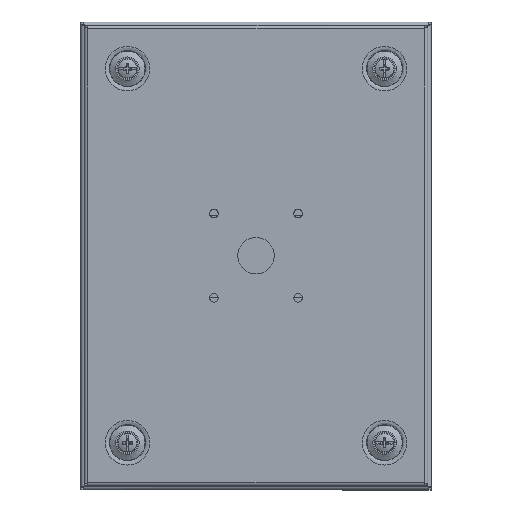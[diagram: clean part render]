
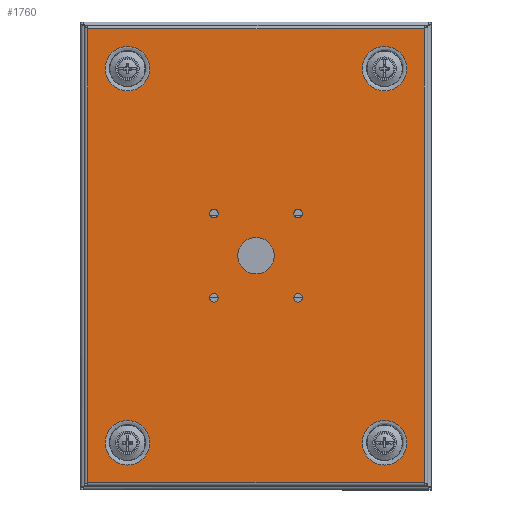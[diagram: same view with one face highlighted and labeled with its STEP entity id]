
A CAD part, top view. The second image highlights one B-rep face of the part: STEP entity #1760.
In plain terms, the highlighted planar face has unit normal (0, 0, 1).
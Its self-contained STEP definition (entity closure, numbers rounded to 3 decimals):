
#264=PLANE('',#5501);
#380=FACE_BOUND('',#2295,.T.);
#381=FACE_BOUND('',#2296,.T.);
#382=FACE_BOUND('',#2297,.T.);
#383=FACE_BOUND('',#2298,.T.);
#384=FACE_BOUND('',#2299,.T.);
#385=FACE_BOUND('',#2300,.T.);
#386=FACE_BOUND('',#2301,.T.);
#387=FACE_BOUND('',#2302,.T.);
#388=FACE_BOUND('',#2303,.T.);
#389=FACE_BOUND('',#2304,.T.);
#861=LINE('',#10065,#1376);
#934=LINE('',#10376,#1449);
#935=LINE('',#10377,#1450);
#936=LINE('',#10379,#1451);
#1376=VECTOR('',#6458,1.);
#1449=VECTOR('',#6647,1.);
#1450=VECTOR('',#6648,1.);
#1451=VECTOR('',#6649,1.);
#1760=ADVANCED_FACE('',(#380,#381,#382,#383,#384,#385,#386,#387,#388,#389),
#264,.F.);
#2295=EDGE_LOOP('',(#3308));
#2296=EDGE_LOOP('',(#3309));
#2297=EDGE_LOOP('',(#3310));
#2298=EDGE_LOOP('',(#3311));
#2299=EDGE_LOOP('',(#3312));
#2300=EDGE_LOOP('',(#3313));
#2301=EDGE_LOOP('',(#3314));
#2302=EDGE_LOOP('',(#3315));
#2303=EDGE_LOOP('',(#3316));
#2304=EDGE_LOOP('',(#3317,#3318,#3319,#3320));
#3308=ORIENTED_EDGE('',*,*,#4828,.F.);
#3309=ORIENTED_EDGE('',*,*,#4829,.F.);
#3310=ORIENTED_EDGE('',*,*,#4808,.F.);
#3311=ORIENTED_EDGE('',*,*,#4810,.F.);
#3312=ORIENTED_EDGE('',*,*,#4830,.F.);
#3313=ORIENTED_EDGE('',*,*,#4831,.T.);
#3314=ORIENTED_EDGE('',*,*,#4832,.F.);
#3315=ORIENTED_EDGE('',*,*,#4833,.T.);
#3316=ORIENTED_EDGE('',*,*,#4834,.F.);
#3317=ORIENTED_EDGE('',*,*,#4723,.T.);
#3318=ORIENTED_EDGE('',*,*,#4835,.T.);
#3319=ORIENTED_EDGE('',*,*,#4836,.T.);
#3320=ORIENTED_EDGE('',*,*,#4837,.F.);
#4011=VERTEX_POINT('',#10066);
#4012=VERTEX_POINT('',#10067);
#4041=VERTEX_POINT('',#10198);
#4074=VERTEX_POINT('',#10317);
#4076=VERTEX_POINT('',#10322);
#4094=VERTEX_POINT('',#10363);
#4095=VERTEX_POINT('',#10365);
#4096=VERTEX_POINT('',#10367);
#4097=VERTEX_POINT('',#10369);
#4098=VERTEX_POINT('',#10371);
#4099=VERTEX_POINT('',#10373);
#4100=VERTEX_POINT('',#10375);
#4101=VERTEX_POINT('',#10378);
#4723=EDGE_CURVE('',#4011,#4012,#861,.T.);
#4808=EDGE_CURVE('',#4074,#4074,#5123,.T.);
#4810=EDGE_CURVE('',#4076,#4076,#5125,.T.);
#4828=EDGE_CURVE('',#4094,#4094,#5135,.T.);
#4829=EDGE_CURVE('',#4095,#4095,#5136,.T.);
#4830=EDGE_CURVE('',#4096,#4096,#5137,.T.);
#4831=EDGE_CURVE('',#4097,#4097,#5138,.T.);
#4832=EDGE_CURVE('',#4098,#4098,#5139,.T.);
#4833=EDGE_CURVE('',#4099,#4099,#5140,.T.);
#4834=EDGE_CURVE('',#4100,#4100,#5141,.T.);
#4835=EDGE_CURVE('',#4012,#4041,#934,.T.);
#4836=EDGE_CURVE('',#4041,#4101,#935,.T.);
#4837=EDGE_CURVE('',#4011,#4101,#936,.T.);
#5123=CIRCLE('',#5476,1.85);
#5125=CIRCLE('',#5479,1.85);
#5135=CIRCLE('',#5494,1.85);
#5136=CIRCLE('',#5495,1.85);
#5137=CIRCLE('',#5496,7.8);
#5138=CIRCLE('',#5497,9.532);
#5139=CIRCLE('',#5498,9.532);
#5140=CIRCLE('',#5499,9.532);
#5141=CIRCLE('',#5500,9.532);
#5476=AXIS2_PLACEMENT_3D('',#10316,#6589,#6590);
#5479=AXIS2_PLACEMENT_3D('',#10321,#6595,#6596);
#5494=AXIS2_PLACEMENT_3D('',#10362,#6633,#6634);
#5495=AXIS2_PLACEMENT_3D('',#10364,#6635,#6636);
#5496=AXIS2_PLACEMENT_3D('',#10366,#6637,#6638);
#5497=AXIS2_PLACEMENT_3D('',#10368,#6639,#6640);
#5498=AXIS2_PLACEMENT_3D('',#10370,#6641,#6642);
#5499=AXIS2_PLACEMENT_3D('',#10372,#6643,#6644);
#5500=AXIS2_PLACEMENT_3D('',#10374,#6645,#6646);
#5501=AXIS2_PLACEMENT_3D('',#10380,#6650,#6651);
#6458=DIRECTION('',(1.,0.,0.));
#6589=DIRECTION('',(0.,0.,1.));
#6590=DIRECTION('',(1.,0.,0.));
#6595=DIRECTION('',(0.,0.,1.));
#6596=DIRECTION('',(1.,0.,0.));
#6633=DIRECTION('',(0.,0.,1.));
#6634=DIRECTION('',(1.,0.,0.));
#6635=DIRECTION('',(0.,0.,1.));
#6636=DIRECTION('',(1.,0.,0.));
#6637=DIRECTION('',(0.,0.,1.));
#6638=DIRECTION('',(1.,0.,0.));
#6639=DIRECTION('',(0.,0.,-1.));
#6640=DIRECTION('',(1.,0.,0.));
#6641=DIRECTION('',(0.,0.,1.));
#6642=DIRECTION('',(-1.,0.,0.));
#6643=DIRECTION('',(0.,0.,-1.));
#6644=DIRECTION('',(-1.,0.,0.));
#6645=DIRECTION('',(0.,0.,1.));
#6646=DIRECTION('',(1.,0.,0.));
#6647=DIRECTION('',(0.,1.,0.));
#6648=DIRECTION('',(-1.,0.,0.));
#6649=DIRECTION('',(0.,1.,0.));
#6650=DIRECTION('',(0.,0.,-1.));
#6651=DIRECTION('',(1.,0.,0.));
#10065=CARTESIAN_POINT('',(76.,4.,119.));
#10066=CARTESIAN_POINT('',(4.,4.,119.));
#10067=CARTESIAN_POINT('',(148.001,4.,119.));
#10198=CARTESIAN_POINT('',(148.,198.,119.));
#10316=CARTESIAN_POINT('',(94.,119.,119.));
#10317=CARTESIAN_POINT('',(95.85,119.,119.));
#10321=CARTESIAN_POINT('',(58.,119.,119.));
#10322=CARTESIAN_POINT('',(59.85,119.,119.));
#10362=CARTESIAN_POINT('',(94.,83.,119.));
#10363=CARTESIAN_POINT('',(95.85,83.,119.));
#10364=CARTESIAN_POINT('',(58.,83.,119.));
#10365=CARTESIAN_POINT('',(59.85,83.,119.));
#10366=CARTESIAN_POINT('',(76.,101.,119.));
#10367=CARTESIAN_POINT('',(83.8,101.,119.));
#10368=CARTESIAN_POINT('',(21.,181.,119.));
#10369=CARTESIAN_POINT('',(30.532,181.,119.));
#10370=CARTESIAN_POINT('',(131.,181.,119.));
#10371=CARTESIAN_POINT('',(121.468,181.,119.));
#10372=CARTESIAN_POINT('',(131.,21.,119.));
#10373=CARTESIAN_POINT('',(121.468,21.,119.));
#10374=CARTESIAN_POINT('',(21.,21.,119.));
#10375=CARTESIAN_POINT('',(30.532,21.,119.));
#10376=CARTESIAN_POINT('',(148.,3.5,119.));
#10377=CARTESIAN_POINT('',(148.,198.,119.));
#10378=CARTESIAN_POINT('',(4.,198.,119.));
#10379=CARTESIAN_POINT('',(4.,3.5,119.));
#10380=CARTESIAN_POINT('',(76.,101.,119.));
